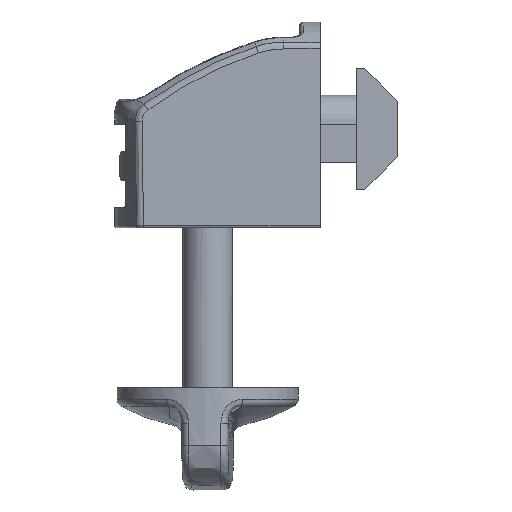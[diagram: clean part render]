
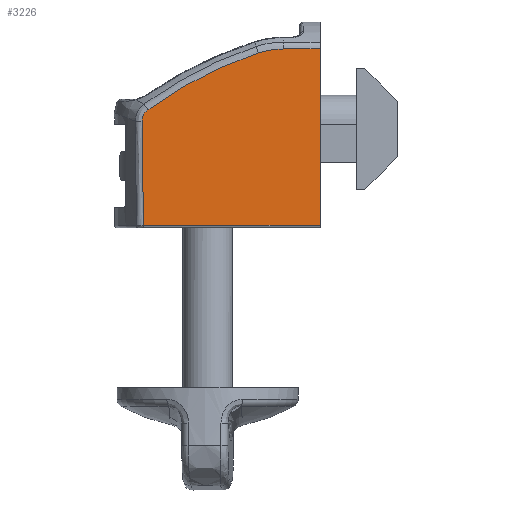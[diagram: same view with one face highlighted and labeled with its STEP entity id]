
A CAD part, left-side view. The second image highlights one B-rep face of the part: STEP entity #3226.
In plain terms, the highlighted planar face has unit normal (-1, 0, 0.018).
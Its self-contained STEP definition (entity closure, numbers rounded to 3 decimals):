
#98=PLANE('',#3531);
#196=LINE('',#5234,#442);
#218=LINE('',#5615,#464);
#219=LINE('',#5616,#465);
#220=LINE('',#5618,#466);
#442=VECTOR('',#3911,1000.);
#464=VECTOR('',#3987,1000.);
#465=VECTOR('',#3988,1000.);
#466=VECTOR('',#3989,1000.);
#692=FACE_OUTER_BOUND('',#889,.T.);
#889=EDGE_LOOP('',(#2288,#2289,#2290,#2291,#2292,#2293,#2294));
#1068=ELLIPSE('',#3532,71.829,26.119);
#1096=B_SPLINE_CURVE_WITH_KNOTS('',3,(#5559,#5560,#5561,#5562,#5563,#5564,
#5565,#5566,#5567,#5568,#5569,#5570,#5571,#5572,#5573,#5574,#5575,#5576,
#5577,#5578,#5579,#5580,#5581,#5582,#5583,#5584,#5585,#5586,#5587,#5588,
#5589,#5590,#5591,#5592,#5593,#5594,#5595,#5596,#5597,#5598,#5599,#5600,
#5601,#5602,#5603,#5604),.UNSPECIFIED.,.F.,.F.,(4,3,3,3,3,3,3,3,3,3,3,3,
3,3,3,4),(0.,0.095,0.187,0.234,0.247,
0.25,0.469,0.491,0.5,
0.679,0.734,0.747,0.75,
0.843,0.933,1.),.UNSPECIFIED.);
#1097=B_SPLINE_CURVE_WITH_KNOTS('',3,(#5606,#5607,#5608,#5609,#5610,#5611,
#5612,#5613),.UNSPECIFIED.,.F.,.F.,(4,2,2,4),(0.,0.25,0.5,1.),
 .UNSPECIFIED.);
#1373=VERTEX_POINT('',#5232);
#1374=VERTEX_POINT('',#5233);
#1407=VERTEX_POINT('',#5557);
#1408=VERTEX_POINT('',#5558);
#1409=VERTEX_POINT('',#5605);
#1410=VERTEX_POINT('',#5614);
#1411=VERTEX_POINT('',#5617);
#1700=EDGE_CURVE('',#1373,#1374,#196,.T.);
#1746=EDGE_CURVE('',#1407,#1408,#1096,.T.);
#1747=EDGE_CURVE('',#1409,#1408,#1097,.T.);
#1748=EDGE_CURVE('',#1409,#1410,#218,.T.);
#1749=EDGE_CURVE('',#1410,#1373,#219,.T.);
#1750=EDGE_CURVE('',#1374,#1411,#220,.T.);
#1751=EDGE_CURVE('',#1411,#1407,#1068,.T.);
#2288=ORIENTED_EDGE('',*,*,#1746,.T.);
#2289=ORIENTED_EDGE('',*,*,#1747,.F.);
#2290=ORIENTED_EDGE('',*,*,#1748,.T.);
#2291=ORIENTED_EDGE('',*,*,#1749,.T.);
#2292=ORIENTED_EDGE('',*,*,#1700,.T.);
#2293=ORIENTED_EDGE('',*,*,#1750,.T.);
#2294=ORIENTED_EDGE('',*,*,#1751,.T.);
#3226=ADVANCED_FACE('',(#692),#98,.T.);
#3531=AXIS2_PLACEMENT_3D('',#5556,#3985,#3986);
#3532=AXIS2_PLACEMENT_3D('',#5619,#3990,#3991);
#3911=DIRECTION('',(0.017,0.,1.));
#3985=DIRECTION('center_axis',(-1.,0.,0.017));
#3986=DIRECTION('ref_axis',(0.017,0.,1.));
#3987=DIRECTION('',(-0.017,-0.011,-1.));
#3988=DIRECTION('',(0.,-1.,0.));
#3989=DIRECTION('',(0.,1.,0.));
#3990=DIRECTION('center_axis',(-1.,0.,
0.017));
#3991=DIRECTION('ref_axis',(0.017,0.16,0.987));
#5232=CARTESIAN_POINT('',(-9.495,0.,-10.695));
#5233=CARTESIAN_POINT('',(-9.121,0.,10.727));
#5234=CARTESIAN_POINT('',(-9.495,0.,-10.695));
#5556=CARTESIAN_POINT('Origin',(-9.5,0.,
-11.));
#5557=CARTESIAN_POINT('',(-9.129,7.52,10.237));
#5558=CARTESIAN_POINT('',(-9.25,20.915,3.347));
#5559=CARTESIAN_POINT('Ctrl Pts',(-9.129,7.52,10.237));
#5560=CARTESIAN_POINT('Ctrl Pts',(-9.132,7.96,10.09));
#5561=CARTESIAN_POINT('Ctrl Pts',(-9.135,8.402,9.936));
#5562=CARTESIAN_POINT('Ctrl Pts',(-9.137,8.846,9.773));
#5563=CARTESIAN_POINT('Ctrl Pts',(-9.14,9.282,9.613));
#5564=CARTESIAN_POINT('Ctrl Pts',(-9.143,9.72,9.445));
#5565=CARTESIAN_POINT('Ctrl Pts',(-9.146,10.16,9.269));
#5566=CARTESIAN_POINT('Ctrl Pts',(-9.148,10.384,9.18));
#5567=CARTESIAN_POINT('Ctrl Pts',(-9.149,10.608,9.088));
#5568=CARTESIAN_POINT('Ctrl Pts',(-9.151,10.833,8.994));
#5569=CARTESIAN_POINT('Ctrl Pts',(-9.151,10.895,8.969));
#5570=CARTESIAN_POINT('Ctrl Pts',(-9.152,10.958,8.942));
#5571=CARTESIAN_POINT('Ctrl Pts',(-9.152,11.02,8.916));
#5572=CARTESIAN_POINT('Ctrl Pts',(-9.152,11.032,8.911));
#5573=CARTESIAN_POINT('Ctrl Pts',(-9.153,11.044,8.906));
#5574=CARTESIAN_POINT('Ctrl Pts',(-9.153,11.057,8.901));
#5575=CARTESIAN_POINT('Ctrl Pts',(-9.16,12.077,8.47));
#5576=CARTESIAN_POINT('Ctrl Pts',(-9.168,13.079,8.01));
#5577=CARTESIAN_POINT('Ctrl Pts',(-9.177,14.064,7.519));
#5578=CARTESIAN_POINT('Ctrl Pts',(-9.178,14.162,7.47));
#5579=CARTESIAN_POINT('Ctrl Pts',(-9.178,14.26,7.421));
#5580=CARTESIAN_POINT('Ctrl Pts',(-9.179,14.358,7.371));
#5581=CARTESIAN_POINT('Ctrl Pts',(-9.18,14.4,7.35));
#5582=CARTESIAN_POINT('Ctrl Pts',(-9.18,14.442,7.328));
#5583=CARTESIAN_POINT('Ctrl Pts',(-9.18,14.484,7.307));
#5584=CARTESIAN_POINT('Ctrl Pts',(-9.188,15.294,6.894));
#5585=CARTESIAN_POINT('Ctrl Pts',(-9.195,16.086,6.46));
#5586=CARTESIAN_POINT('Ctrl Pts',(-9.203,16.859,6.006));
#5587=CARTESIAN_POINT('Ctrl Pts',(-9.206,17.101,5.865));
#5588=CARTESIAN_POINT('Ctrl Pts',(-9.208,17.34,5.721));
#5589=CARTESIAN_POINT('Ctrl Pts',(-9.211,17.577,5.576));
#5590=CARTESIAN_POINT('Ctrl Pts',(-9.211,17.63,5.543));
#5591=CARTESIAN_POINT('Ctrl Pts',(-9.212,17.684,5.51));
#5592=CARTESIAN_POINT('Ctrl Pts',(-9.212,17.736,5.478));
#5593=CARTESIAN_POINT('Ctrl Pts',(-9.213,17.75,5.47));
#5594=CARTESIAN_POINT('Ctrl Pts',(-9.213,17.764,5.461));
#5595=CARTESIAN_POINT('Ctrl Pts',(-9.213,17.777,5.453));
#5596=CARTESIAN_POINT('Ctrl Pts',(-9.217,18.161,5.215));
#5597=CARTESIAN_POINT('Ctrl Pts',(-9.221,18.546,4.969));
#5598=CARTESIAN_POINT('Ctrl Pts',(-9.226,18.932,4.715));
#5599=CARTESIAN_POINT('Ctrl Pts',(-9.23,19.31,4.466));
#5600=CARTESIAN_POINT('Ctrl Pts',(-9.235,19.69,4.21));
#5601=CARTESIAN_POINT('Ctrl Pts',(-9.239,20.07,3.945));
#5602=CARTESIAN_POINT('Ctrl Pts',(-9.243,20.351,3.75));
#5603=CARTESIAN_POINT('Ctrl Pts',(-9.246,20.633,3.551));
#5604=CARTESIAN_POINT('Ctrl Pts',(-9.25,20.915,3.347));
#5605=CARTESIAN_POINT('',(-9.274,21.615,1.958));
#5606=CARTESIAN_POINT('Ctrl Pts',(-9.274,21.615,1.958));
#5607=CARTESIAN_POINT('Ctrl Pts',(-9.271,21.616,2.094));
#5608=CARTESIAN_POINT('Ctrl Pts',(-9.269,21.602,2.227));
#5609=CARTESIAN_POINT('Ctrl Pts',(-9.265,21.543,2.49));
#5610=CARTESIAN_POINT('Ctrl Pts',(-9.262,21.497,2.619));
#5611=CARTESIAN_POINT('Ctrl Pts',(-9.256,21.317,2.979));
#5612=CARTESIAN_POINT('Ctrl Pts',(-9.252,21.134,3.189));
#5613=CARTESIAN_POINT('Ctrl Pts',(-9.25,20.915,3.347));
#5614=CARTESIAN_POINT('',(-9.495,21.473,-10.695));
#5615=CARTESIAN_POINT('',(-9.274,21.615,1.958));
#5616=CARTESIAN_POINT('',(-9.495,0.,-10.695));
#5617=CARTESIAN_POINT('',(-9.121,4.49,10.727));
#5618=CARTESIAN_POINT('',(-9.121,0.,10.727));
#5619=CARTESIAN_POINT('Origin',(-10.36,-5.453,-60.291));
